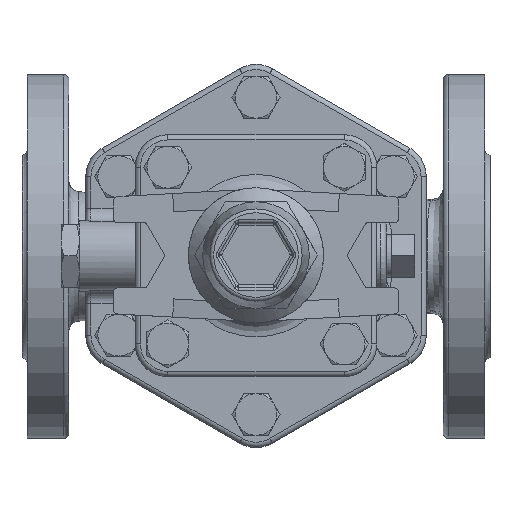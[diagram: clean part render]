
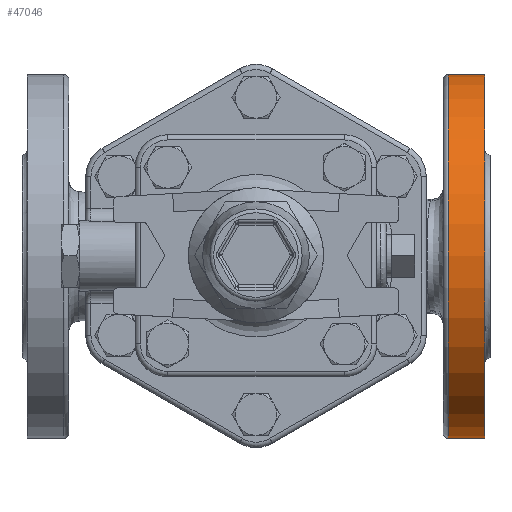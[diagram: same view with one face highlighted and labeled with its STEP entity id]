
A CAD part, top view. The second image highlights one B-rep face of the part: STEP entity #47046.
In plain terms, the highlighted cylindrical face has radius 70 mm (diameter 140 mm), a full revolution.
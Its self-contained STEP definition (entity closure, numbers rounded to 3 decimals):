
#47012=CARTESIAN_POINT('',(74.0,0.,-10.));
#47013=VERTEX_POINT('',#47012);
#47014=CARTESIAN_POINT('',(74.0,0.0,60.));
#47015=DIRECTION('',(-1.0,0.0,0.0));
#47016=DIRECTION('',(0.0,0.0,1.0));
#47017=AXIS2_PLACEMENT_3D('',#47014,#47015,#47016);
#47018=CIRCLE('',#47017,70.0);
#47019=EDGE_CURVE('',#47013,#47013,#47018,.T.);
#47027=CARTESIAN_POINT('',(90.0,0.0,60.));
#47028=DIRECTION('',(-1.0,0.0,0.0));
#47029=DIRECTION('',(0.0,0.0,1.0));
#47030=AXIS2_PLACEMENT_3D('',#47027,#47028,#47029);
#47031=CYLINDRICAL_SURFACE('',#47030,70.0);
#47032=CARTESIAN_POINT('',(88.0,0.,-10.));
#47033=VERTEX_POINT('',#47032);
#47034=CARTESIAN_POINT('',(88.0,0.0,60.));
#47035=DIRECTION('',(-1.0,0.0,0.0));
#47036=DIRECTION('',(0.0,0.0,1.0));
#47037=AXIS2_PLACEMENT_3D('',#47034,#47035,#47036);
#47038=CIRCLE('',#47037,70.0);
#47039=EDGE_CURVE('',#47033,#47033,#47038,.T.);
#47040=ORIENTED_EDGE('',*,*,#47039,.T.);
#47041=EDGE_LOOP('',(#47040));
#47042=FACE_OUTER_BOUND('',#47041,.T.);
#47043=ORIENTED_EDGE('',*,*,#47019,.F.);
#47044=EDGE_LOOP('',(#47043));
#47045=FACE_BOUND('',#47044,.T.);
#47046=ADVANCED_FACE('',(#47042,#47045),#47031,.T.);
